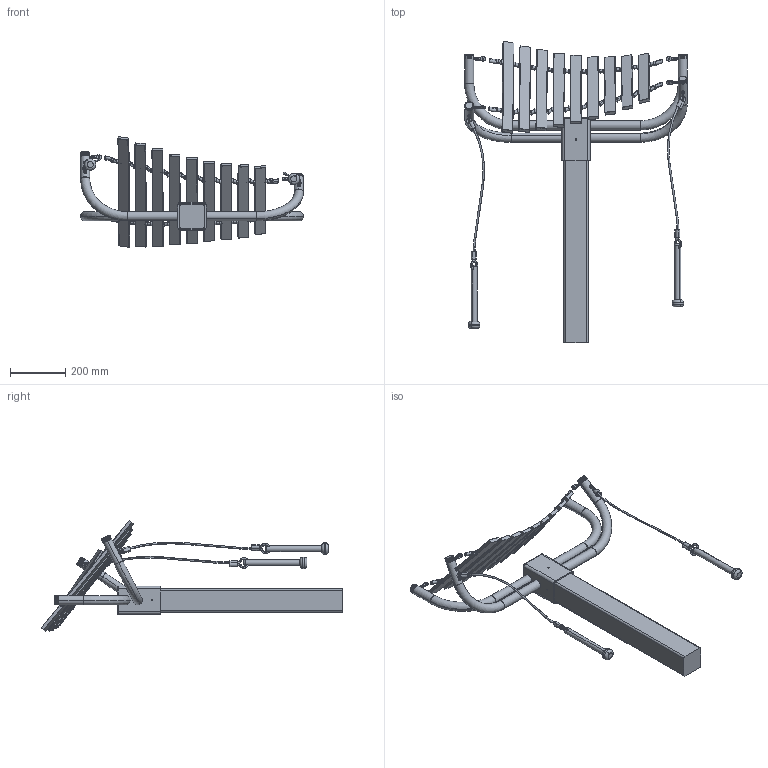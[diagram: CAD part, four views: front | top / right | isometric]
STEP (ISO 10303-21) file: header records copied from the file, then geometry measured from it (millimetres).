
FILE_DESCRIPTION (( 'STEP AP214' ), '1' );
FILE_NAME ('ARIA-3D-STEP.STEP', '2020-01-16T21:01:41', ( '' ), ( '' ), 'SwSTEP 2.0', 'SolidWorks 2019', '' );
FILE_SCHEMA (( 'AUTOMOTIVE_DESIGN' ));
Length unit declared in the file: inch
Products named in the file (32): ARIA-FRAME SqrTube_Recycled Post<As Machined>; ARIA-BAR_ARIA-BAR-3; ARIA-BAR_ARIA-BAR-6; ARIA-FRAME Cap; ARIA-FRAME_ARIA-FRAME-REC-FP; ARIA-54605K32_14_54605K32_14; POST-REC-SIGN_POST-REC-68-DEG0-SIGN; MoldedMallet-Standard_Mallet; MoldedMallet-Standard_80BLK; 7132K573_2in; .25Cable_30in; ARIA-FRAME Pipe_Default<As Machined>; ARIA-BAR_ARIA-BAR-7; ARIA-BAR_ARIA-BAR-4; FHP-RG-SS_FHP-RG-SS; ARIA-3D-STEP; 03-01-86-3014; ARIA-BAR_ARIA-BAR-1; MalletAssembly_MA-80BLK-30; MoldedMallet-Standard_NylonRod; ARIA-BAR_ARIA-BAR-8; ARIA-BAR_ARIA-BAR-5; 9283K15; ARIA-BAR_ARIA-BAR-2; ARIA-BOM_ARIA-BOM-REC; 1205-250018800625; POST-REC_POST-REC-68-DEG0; 91705A500_91705A500; 03-01-86-2316_03-01-86-2316; ARIA-BAR_ARIA-BAR-9
Assembly tree (92 placements, depth 5):
  ARIA-3D-STEP
    ARIA-BOM_ARIA-BOM-REC
      ARIA-FRAME_ARIA-FRAME-REC-FP
        ARIA-FRAME SqrTube_Recycled Post<As Machined>
        ARIA-FRAME Cap
        ARIA-FRAME Pipe_Default<As Machined>  x4
      91705A500_91705A500  x4
      9283K15  x4
      ARIA-BAR_ARIA-BAR-1
      ARIA-BAR_ARIA-BAR-2
      ARIA-BAR_ARIA-BAR-3
      ARIA-BAR_ARIA-BAR-4
      ARIA-BAR_ARIA-BAR-5
      ARIA-BAR_ARIA-BAR-6
      ARIA-BAR_ARIA-BAR-7
      ARIA-BAR_ARIA-BAR-8
      ARIA-BAR_ARIA-BAR-9
      03-01-86-2316_03-01-86-2316  x4
      1205-250018800625  x40
      ARIA-54605K32_14_54605K32_14
      MalletAssembly_MA-80BLK-30
        MoldedMallet-Standard_80BLK
          MoldedMallet-Standard_Mallet
          MoldedMallet-Standard_NylonRod
        03-01-86-3014  x2
        7132K573_2in  x2
        .25Cable_30in
      MalletAssembly_MA-80BLK-30
        MoldedMallet-Standard_80BLK
          MoldedMallet-Standard_Mallet
          MoldedMallet-Standard_NylonRod
        03-01-86-3014  x2
        7132K573_2in  x2
        .25Cable_30in
      FHP-RG-SS_FHP-RG-SS  x2
    POST-REC-SIGN_POST-REC-68-DEG0-SIGN
      POST-REC_POST-REC-68-DEG0
Bounding box: 808.1 x 1092.33 x 400.44 mm (x, y, z)
Volume: 9216033.5 mm3; surface area: 1419649.9 mm2
Topology: 104 solids, 104 shells, 1810 faces, 4240 edges, 2650 vertices
Faces by surface type: cylinder 858, plane 388, torus 300, bspline 140, cone 108, sphere 16
Entity records: 53412 total; most frequent: CARTESIAN_POINT 33839, ORIENTED_EDGE 3992, DIRECTION 3402, EDGE_CURVE 1996, AXIS2_PLACEMENT_3D 1340, VERTEX_POINT 1269, EDGE_LOOP 929, FACE_OUTER_BOUND 818
